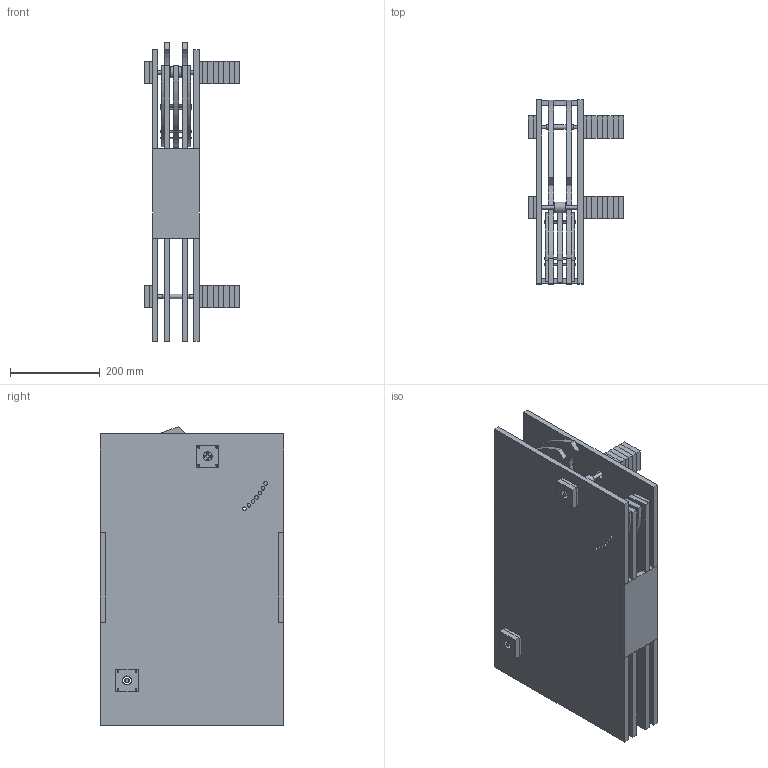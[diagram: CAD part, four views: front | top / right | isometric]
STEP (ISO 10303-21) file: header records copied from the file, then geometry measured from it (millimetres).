
FILE_DESCRIPTION(/* description */ (''),/* implementation_level */ '2;1');
FILE_NAME(/* name */ 'Werfer.stp',/* time_stamp */ '2017-11-04T15:05:57-08:00',/* author */ ('6417r'),/* organization */ (''),/* preprocessor_version */ 'ST-DEVELOPER v16.13',/* originating_system */ 'Autodesk Inventor 2018',/* authorisation */ '');
FILE_SCHEMA (('AUTOMOTIVE_DESIGN { 1 0 10303 214 3 1 1 }'));
Length unit declared in the file: millimetre
Products named in the file (17): Werfer; Seitenwand 1 Ball Aufnehmer; Seitenwand 2 Ball Aufnehmer; Justierung; Seitenwand 3 Ball Aufnehmer; Seitenwand 4 Ball Werfer; Kugellager Halterung 1.1; Kugellager Halterung; Kugellager Halterung2.1; Welle Werfer; Justierungs Halterung; Justierungs Halterung 2; Kugellager Halterung 2; Kugellager Halterung 2_1; Flugradhaltering 1; Welle Werfer_1; Verbinder
Assembly tree (38 placements, depth 2):
  Werfer
    Seitenwand 1 Ball Aufnehmer  x2
    Seitenwand 2 Ball Aufnehmer  x2
    Justierung
    Seitenwand 3 Ball Aufnehmer
    Seitenwand 4 Ball Werfer
    Kugellager Halterung 1.1  x2
    Kugellager Halterung  x2
    Kugellager Halterung2.1  x2
    Welle Werfer
    Justierungs Halterung  x4
    Justierungs Halterung 2  x2
    Kugellager Halterung 2  x2
    Kugellager Halterung 2_1  x12
    Flugradhaltering 1
    Welle Werfer_1
    Verbinder  x2
Bounding box: 214 x 410 x 666.05 mm (x, y, z)
Volume: 11433632.4 mm3; surface area: 2195981.8 mm2
Topology: 38 solids, 38 shells, 419 faces, 1023 edges, 682 vertices
Faces by surface type: plane 236, cylinder 183
Full cylindrical faces by diameter (mm): 3.5 x4, 4 x8, 4.2 x96, 8 x19, 10 x1, 20 x8, 22 x4, 24 x1, 30 x12
Entity records: 6639 total; most frequent: DIRECTION 1100, CARTESIAN_POINT 992, ORIENTED_EDGE 828, AXIS2_PLACEMENT_3D 434, EDGE_LOOP 416, EDGE_CURVE 414, VERTEX_POINT 326, LINE 232
